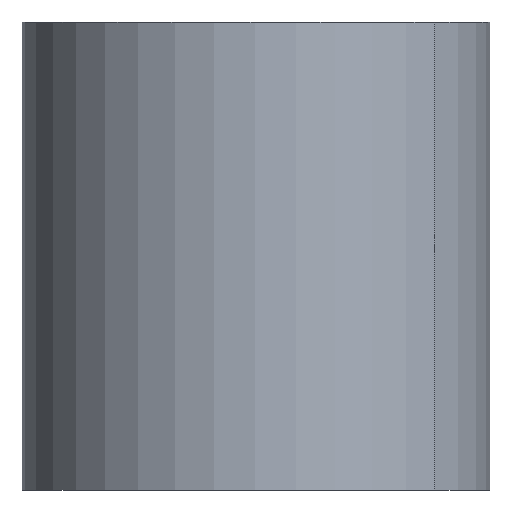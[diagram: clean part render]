
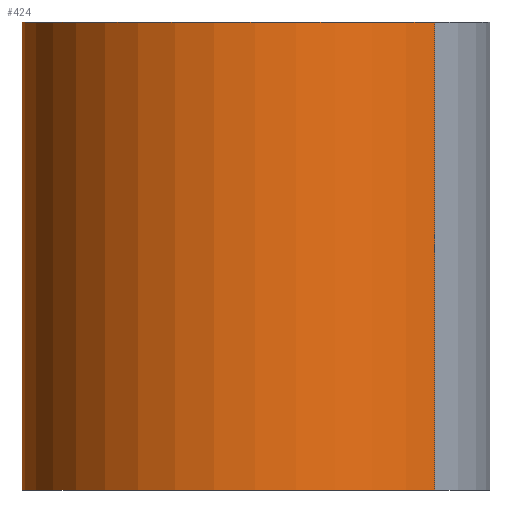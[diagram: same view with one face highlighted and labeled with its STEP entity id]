
A CAD part, front view. The second image highlights one B-rep face of the part: STEP entity #424.
In plain terms, the highlighted cylindrical face has radius 12.7 mm (diameter 25.4 mm), a partial arc.
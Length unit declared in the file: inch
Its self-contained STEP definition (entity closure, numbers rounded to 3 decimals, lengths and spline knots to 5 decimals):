
#8 = DIRECTION ( 'NONE',  ( 0.763, -0.646, 0. ) ) ;
#40 = CIRCLE ( 'NONE', #169, 0.5 ) ;
#42 = DIRECTION ( 'NONE',  ( 0.763, -0.646, 0. ) ) ;
#60 = EDGE_CURVE ( 'NONE', #500, #286, #389, .T. ) ;
#64 = CARTESIAN_POINT ( 'NONE',  ( -0.42831, 0.40145, 2.25444 ) ) ;
#65 = ORIENTED_EDGE ( 'NONE', *, *, #419, .F. ) ;
#85 = DIRECTION ( 'NONE',  ( 0., 0., -1. ) ) ;
#115 = ORIENTED_EDGE ( 'NONE', *, *, #486, .T. ) ;
#122 = VERTEX_POINT ( 'NONE', #64 ) ;
#123 = CARTESIAN_POINT ( 'NONE',  ( -1.19181, 1.04726, 1.25444 ) ) ;
#153 = AXIS2_PLACEMENT_3D ( 'NONE', #208, #328, #508 ) ;
#154 = CARTESIAN_POINT ( 'NONE',  ( -1.19181, 1.04726, 1.25444 ) ) ;
#155 = ORIENTED_EDGE ( 'NONE', *, *, #60, .F. ) ;
#167 = CARTESIAN_POINT ( 'NONE',  ( -0.42831, 0.40145, 1.25444 ) ) ;
#169 = AXIS2_PLACEMENT_3D ( 'NONE', #245, #422, #42 ) ;
#171 = CARTESIAN_POINT ( 'NONE',  ( -0.81006, 0.72436, 1.25444 ) ) ;
#189 = LINE ( 'NONE', #123, #408 ) ;
#199 = LINE ( 'NONE', #381, #537 ) ;
#208 = CARTESIAN_POINT ( 'NONE',  ( -0.81006, 0.72436, 1.25444 ) ) ;
#217 = EDGE_LOOP ( 'NONE', ( #155, #369, #115, #65 ) ) ;
#245 = CARTESIAN_POINT ( 'NONE',  ( -0.81006, 0.72436, 2.25444 ) ) ;
#286 = VERTEX_POINT ( 'NONE', #154 ) ;
#328 = DIRECTION ( 'NONE',  ( 0., 0., 1. ) ) ;
#369 = ORIENTED_EDGE ( 'NONE', *, *, #427, .T. ) ;
#375 = DIRECTION ( 'NONE',  ( 0., 0., 1. ) ) ;
#381 = CARTESIAN_POINT ( 'NONE',  ( -0.42831, 0.40145, 1.25444 ) ) ;
#389 = CIRCLE ( 'NONE', #530, 0.5 ) ;
#408 = VECTOR ( 'NONE', #464, 39.37008 ) ;
#419 = EDGE_CURVE ( 'NONE', #286, #426, #189, .T. ) ;
#422 = DIRECTION ( 'NONE',  ( 0., 0., -1. ) ) ;
#424 = ADVANCED_FACE ( 'NONE', ( #466 ), #539, .T. ) ;
#426 = VERTEX_POINT ( 'NONE', #459 ) ;
#427 = EDGE_CURVE ( 'NONE', #500, #122, #199, .T. ) ;
#459 = CARTESIAN_POINT ( 'NONE',  ( -1.19181, 1.04726, 2.25444 ) ) ;
#464 = DIRECTION ( 'NONE',  ( 0., 0., 1. ) ) ;
#466 = FACE_OUTER_BOUND ( 'NONE', #217, .T. ) ;
#486 = EDGE_CURVE ( 'NONE', #122, #426, #40, .T. ) ;
#500 = VERTEX_POINT ( 'NONE', #167 ) ;
#508 = DIRECTION ( 'NONE',  ( -0.763, 0.646, 0. ) ) ;
#530 = AXIS2_PLACEMENT_3D ( 'NONE', #171, #85, #8 ) ;
#537 = VECTOR ( 'NONE', #375, 39.37008 ) ;
#539 = CYLINDRICAL_SURFACE ( 'NONE', #153, 0.5 ) ;
